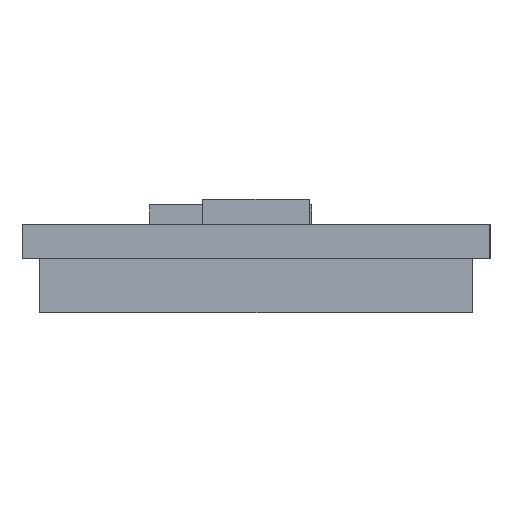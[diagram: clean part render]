
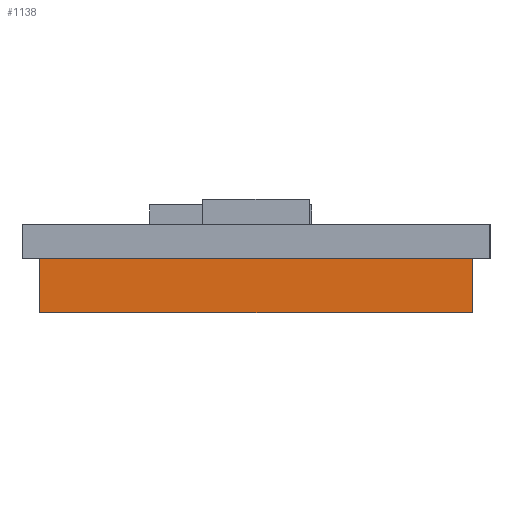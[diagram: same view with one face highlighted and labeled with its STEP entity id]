
A CAD part, left-side view. The second image highlights one B-rep face of the part: STEP entity #1138.
In plain terms, the highlighted planar face has unit normal (-1, 0, 0).
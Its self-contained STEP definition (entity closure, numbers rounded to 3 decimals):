
#2 = DIRECTION ( 'NONE',  ( 1., 0., 0. ) ) ;
#104 = EDGE_CURVE ( 'NONE', #429, #1010, #937, .T. ) ;
#136 = VECTOR ( 'NONE', #192, 1000. ) ;
#139 = VECTOR ( 'NONE', #997, 1000. ) ;
#183 = LINE ( 'NONE', #627, #139 ) ;
#192 = DIRECTION ( 'NONE',  ( 0., 0., 1. ) ) ;
#306 = DIRECTION ( 'NONE',  ( 0., 0., 1. ) ) ;
#384 = VECTOR ( 'NONE', #457, 1000. ) ;
#429 = VERTEX_POINT ( 'NONE', #1034 ) ;
#457 = DIRECTION ( 'NONE',  ( 0., 1., 0. ) ) ;
#479 = DIRECTION ( 'NONE',  ( 0., 0., -1. ) ) ;
#556 = VERTEX_POINT ( 'NONE', #782 ) ;
#588 = VECTOR ( 'NONE', #306, 1000. ) ;
#626 = ORIENTED_EDGE ( 'NONE', *, *, #851, .T. ) ;
#627 = CARTESIAN_POINT ( 'NONE',  ( 7.69, 0., -2.54 ) ) ;
#716 = LINE ( 'NONE', #1087, #136 ) ;
#755 = FACE_OUTER_BOUND ( 'NONE', #1017, .T. ) ;
#782 = CARTESIAN_POINT ( 'NONE',  ( 7.69, -10.16, -2.54 ) ) ;
#788 = VERTEX_POINT ( 'NONE', #988 ) ;
#802 = LINE ( 'NONE', #1160, #588 ) ;
#828 = AXIS2_PLACEMENT_3D ( 'NONE', #955, #2, #479 ) ;
#832 = EDGE_CURVE ( 'NONE', #556, #788, #183, .T. ) ;
#840 = CARTESIAN_POINT ( 'NONE',  ( 7.69, 10.16, 0. ) ) ;
#851 = EDGE_CURVE ( 'NONE', #556, #429, #716, .T. ) ;
#937 = LINE ( 'NONE', #1271, #384 ) ;
#955 = CARTESIAN_POINT ( 'NONE',  ( 7.69, 0., -2.54 ) ) ;
#988 = CARTESIAN_POINT ( 'NONE',  ( 7.69, 10.16, -2.54 ) ) ;
#997 = DIRECTION ( 'NONE',  ( 0., 1., 0. ) ) ;
#1010 = VERTEX_POINT ( 'NONE', #840 ) ;
#1017 = EDGE_LOOP ( 'NONE', ( #1047, #1176, #1142, #626 ) ) ;
#1034 = CARTESIAN_POINT ( 'NONE',  ( 7.69, -10.16, 0. ) ) ;
#1047 = ORIENTED_EDGE ( 'NONE', *, *, #104, .T. ) ;
#1087 = CARTESIAN_POINT ( 'NONE',  ( 7.69, -10.16, -2.54 ) ) ;
#1121 = PLANE ( 'NONE',  #828 ) ;
#1138 = ADVANCED_FACE ( 'NONE', ( #755 ), #1121, .F. ) ;
#1142 = ORIENTED_EDGE ( 'NONE', *, *, #832, .F. ) ;
#1160 = CARTESIAN_POINT ( 'NONE',  ( 7.69, 10.16, -2.54 ) ) ;
#1176 = ORIENTED_EDGE ( 'NONE', *, *, #1214, .F. ) ;
#1214 = EDGE_CURVE ( 'NONE', #788, #1010, #802, .T. ) ;
#1271 = CARTESIAN_POINT ( 'NONE',  ( 7.69, 0., 0. ) ) ;
